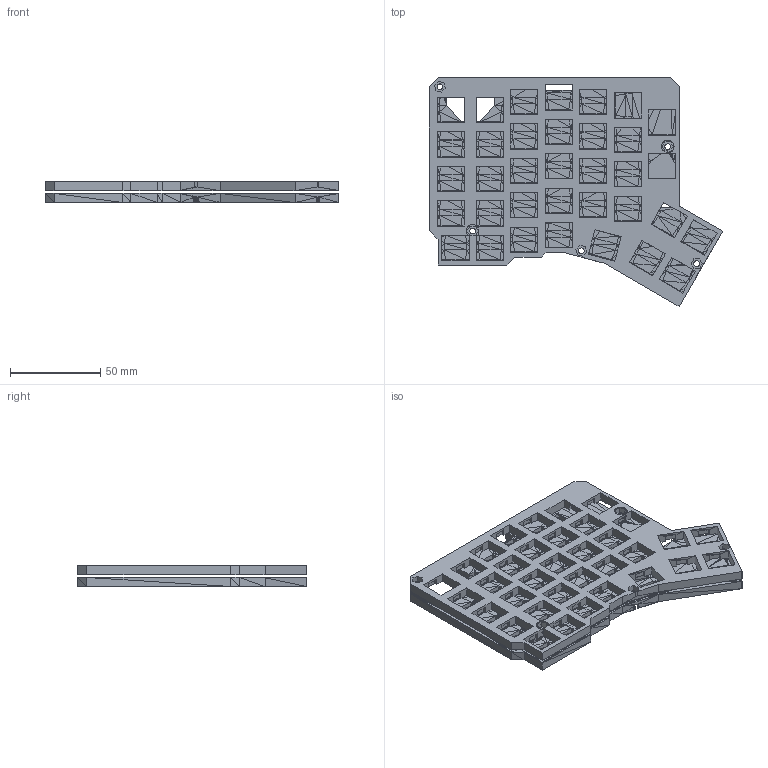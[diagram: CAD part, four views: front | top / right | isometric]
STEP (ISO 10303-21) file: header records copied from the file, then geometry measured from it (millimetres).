
FILE_DESCRIPTION(/* description */ (''),/* implementation_level */ '2;1');
FILE_NAME(/* name */ 'redox case v10.step',/* time_stamp */ '2023-10-08T09:33:58-04:00',/* author */ (''),/* organization */ (''),/* preprocessor_version */ 'ST-DEVELOPER v20',/* originating_system */ 'Autodesk Translation Framework v12.9.0.99',/* authorisation */ '');
FILE_SCHEMA (('AUTOMOTIVE_DESIGN { 1 0 10303 214 3 1 1 }'));
Products named in the file (1): redox case
Bounding box: 162.18 x 126.49 x 11.6 mm (x, y, z)
Volume: 86385.2 mm3; surface area: 67309 mm2
Topology: 2 solids, 2 shells, 3572 faces, 6334 edges, 2752 vertices
Faces by surface type: plane 3572
Entity records: 78745 total; most frequent: DIRECTION 13485, ORIENTED_EDGE 12678, CARTESIAN_POINT 12665, LINE 6339, VECTOR 6339, EDGE_CURVE 6339, EDGE_LOOP 3695, AXIS2_PLACEMENT_3D 3573
